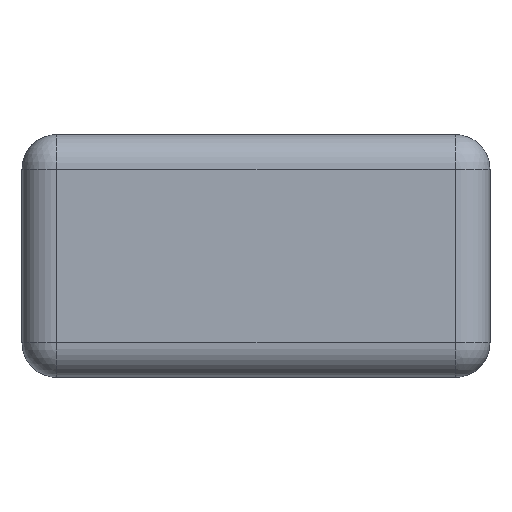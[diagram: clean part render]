
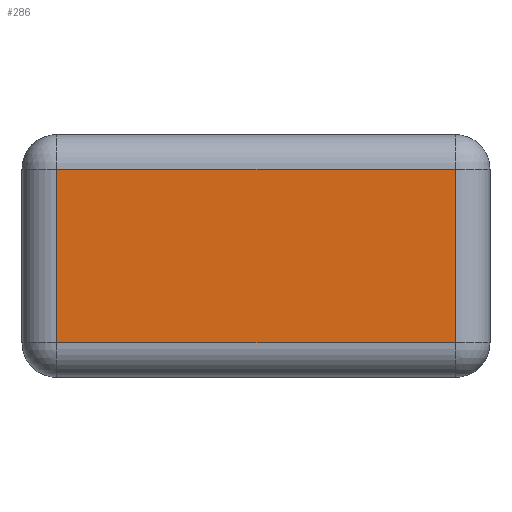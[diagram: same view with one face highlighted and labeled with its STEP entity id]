
A CAD part, left-side view. The second image highlights one B-rep face of the part: STEP entity #286.
In plain terms, the highlighted planar face has unit normal (-1, 0, 0).
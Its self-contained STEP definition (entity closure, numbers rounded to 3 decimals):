
#286=ADVANCED_FACE('',(#626),#628,.T.);
#626=FACE_BOUND('',#627,.T.);
#627=EDGE_LOOP('',(#876,#877,#878,#879));
#628=PLANE('',#629);
#629=AXIS2_PLACEMENT_3D('',#630,#631,#632);
#630=CARTESIAN_POINT('',(-1.05,-0.675,0.));
#631=DIRECTION('',(-1.,0.,0.));
#632=DIRECTION('',(0.,0.,1.));
#876=ORIENTED_EDGE('',*,*,#999,.F.);
#877=ORIENTED_EDGE('',*,*,#998,.T.);
#878=ORIENTED_EDGE('',*,*,#1028,.T.);
#879=ORIENTED_EDGE('',*,*,#1029,.F.);
#998=EDGE_CURVE('',#1104,#1132,#1134,.T.);
#999=EDGE_CURVE('',#1104,#1135,#1136,.T.);
#1028=EDGE_CURVE('',#1132,#1183,#1184,.T.);
#1029=EDGE_CURVE('',#1135,#1183,#1185,.T.);
#1104=VERTEX_POINT('',#1358);
#1132=VERTEX_POINT('',#1451);
#1134=LINE('',#1456,#1457);
#1135=VERTEX_POINT('',#1459);
#1136=LINE('',#1460,#1461);
#1183=VERTEX_POINT('',#1584);
#1184=LINE('',#1585,#1586);
#1185=LINE('',#1588,#1589);
#1358=CARTESIAN_POINT('',(-1.05,-0.575,0.1));
#1451=CARTESIAN_POINT('',(-1.05,-0.575,0.6));
#1456=CARTESIAN_POINT('',(-1.05,-0.575,0.1));
#1457=VECTOR('',#1458,1.);
#1458=DIRECTION('',(0.,0.,1.));
#1459=CARTESIAN_POINT('',(-1.05,0.575,0.1));
#1460=CARTESIAN_POINT('',(-1.05,-0.575,0.1));
#1461=VECTOR('',#1462,1.);
#1462=DIRECTION('',(0.,1.,0.));
#1584=CARTESIAN_POINT('',(-1.05,0.575,0.6));
#1585=CARTESIAN_POINT('',(-1.05,-0.575,0.6));
#1586=VECTOR('',#1587,1.);
#1587=DIRECTION('',(0.,1.,0.));
#1588=CARTESIAN_POINT('',(-1.05,0.575,0.1));
#1589=VECTOR('',#1590,1.);
#1590=DIRECTION('',(0.,0.,1.));
